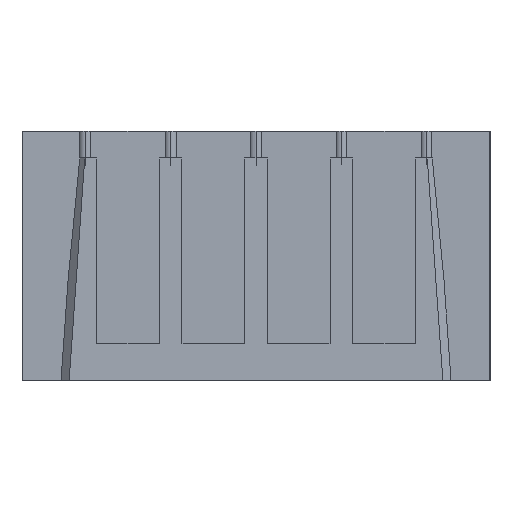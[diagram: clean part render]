
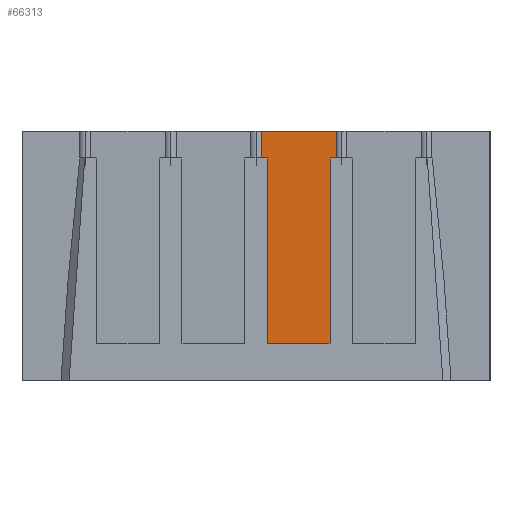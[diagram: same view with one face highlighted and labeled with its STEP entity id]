
A CAD part, left-side view. The second image highlights one B-rep face of the part: STEP entity #66313.
In plain terms, the highlighted planar face has unit normal (-1, 0, 0).
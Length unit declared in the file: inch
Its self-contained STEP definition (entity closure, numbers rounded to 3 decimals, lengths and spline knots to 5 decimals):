
#98 = CARTESIAN_POINT ( 'NONE',  ( -1.4128, -0.8672, -2.8125 ) ) ;
#933 = VERTEX_POINT ( 'NONE', #6978 ) ;
#1307 = CARTESIAN_POINT ( 'NONE',  ( -1.4128, 0., -2.8125 ) ) ;
#6978 = CARTESIAN_POINT ( 'NONE',  ( -1.4128, -0.93756, -0.6406 ) ) ;
#9477 = EDGE_CURVE ( 'NONE', #83538, #24794, #35665, .T. ) ;
#9488 = EDGE_CURVE ( 'NONE', #35074, #83538, #9695, .T. ) ;
#9559 = EDGE_LOOP ( 'NONE', ( #24220, #52776, #43950, #69602, #43522, #10546, #69604, #63879 ) ) ;
#9695 = LINE ( 'NONE', #88728, #33172 ) ;
#10546 = ORIENTED_EDGE ( 'NONE', *, *, #97727, .F. ) ;
#11305 = CARTESIAN_POINT ( 'NONE',  ( -1.4128, 0., -0.6406 ) ) ;
#13333 = CARTESIAN_POINT ( 'NONE',  ( -1.4128, -0.06273, -0.3281 ) ) ;
#13681 = LINE ( 'NONE', #87664, #76708 ) ;
#16127 = CARTESIAN_POINT ( 'NONE',  ( -1.4128, -0.8672, -0.6406 ) ) ;
#16748 = CARTESIAN_POINT ( 'NONE',  ( -1.4128, -0.93756, -0.3281 ) ) ;
#18636 = VERTEX_POINT ( 'NONE', #16748 ) ;
#20178 = LINE ( 'NONE', #59091, #80768 ) ;
#24220 = ORIENTED_EDGE ( 'NONE', *, *, #58444, .F. ) ;
#24794 = VERTEX_POINT ( 'NONE', #98 ) ;
#25154 = DIRECTION ( 'NONE',  ( 0., -1., 0. ) ) ;
#26607 = FACE_OUTER_BOUND ( 'NONE', #9559, .T. ) ;
#27990 = CARTESIAN_POINT ( 'NONE',  ( -1.4128, -0.8672, -2.525 ) ) ;
#32862 = VERTEX_POINT ( 'NONE', #43852 ) ;
#33172 = VECTOR ( 'NONE', #49411, 39.37008 ) ;
#35074 = VERTEX_POINT ( 'NONE', #84756 ) ;
#35106 = DIRECTION ( 'NONE',  ( 0., 1., 0. ) ) ;
#35665 = LINE ( 'NONE', #1307, #51809 ) ;
#35889 = DIRECTION ( 'NONE',  ( 0., 1., 0. ) ) ;
#38062 = DIRECTION ( 'NONE',  ( -1., 0., 0. ) ) ;
#38634 = VECTOR ( 'NONE', #62359, 39.37008 ) ;
#40397 = VERTEX_POINT ( 'NONE', #13333 ) ;
#40857 = LINE ( 'NONE', #27990, #82840 ) ;
#43126 = LINE ( 'NONE', #89825, #82622 ) ;
#43522 = ORIENTED_EDGE ( 'NONE', *, *, #95484, .T. ) ;
#43852 = CARTESIAN_POINT ( 'NONE',  ( -1.4128, -0.06273, -0.6406 ) ) ;
#43950 = ORIENTED_EDGE ( 'NONE', *, *, #89081, .F. ) ;
#45733 = PLANE ( 'NONE',  #81025 ) ;
#49411 = DIRECTION ( 'NONE',  ( 0., 0., -1. ) ) ;
#49838 = LINE ( 'NONE', #11305, #100306 ) ;
#51809 = VECTOR ( 'NONE', #25154, 39.37008 ) ;
#52776 = ORIENTED_EDGE ( 'NONE', *, *, #97304, .F. ) ;
#58112 = DIRECTION ( 'NONE',  ( 0., 0., -1. ) ) ;
#58444 = EDGE_CURVE ( 'NONE', #97463, #24794, #40857, .T. ) ;
#59091 = CARTESIAN_POINT ( 'NONE',  ( -1.4128, 0., -0.6406 ) ) ;
#59689 = LINE ( 'NONE', #78546, #38634 ) ;
#62359 = DIRECTION ( 'NONE',  ( 0., 1., 0. ) ) ;
#63237 = CARTESIAN_POINT ( 'NONE',  ( -1.4128, -0.1328, -2.8125 ) ) ;
#63879 = ORIENTED_EDGE ( 'NONE', *, *, #9477, .T. ) ;
#66313 = ADVANCED_FACE ( 'NONE', ( #26607 ), #45733, .T. ) ;
#69602 = ORIENTED_EDGE ( 'NONE', *, *, #88042, .T. ) ;
#69604 = ORIENTED_EDGE ( 'NONE', *, *, #9488, .T. ) ;
#73932 = DIRECTION ( 'NONE',  ( 0., 0., -1. ) ) ;
#76708 = VECTOR ( 'NONE', #80077, 39.37008 ) ;
#78546 = CARTESIAN_POINT ( 'NONE',  ( -1.4128, 0., -0.3281 ) ) ;
#80077 = DIRECTION ( 'NONE',  ( 0., 0., -1. ) ) ;
#80768 = VECTOR ( 'NONE', #35889, 39.37008 ) ;
#81025 = AXIS2_PLACEMENT_3D ( 'NONE', #85359, #38062, #93290 ) ;
#82622 = VECTOR ( 'NONE', #58112, 39.37008 ) ;
#82840 = VECTOR ( 'NONE', #73932, 39.37008 ) ;
#83538 = VERTEX_POINT ( 'NONE', #63237 ) ;
#84756 = CARTESIAN_POINT ( 'NONE',  ( -1.4128, -0.1328, -0.6406 ) ) ;
#85359 = CARTESIAN_POINT ( 'NONE',  ( -1.4128, 0., -0.3281 ) ) ;
#87664 = CARTESIAN_POINT ( 'NONE',  ( -1.4128, -0.93756, -0.3281 ) ) ;
#88042 = EDGE_CURVE ( 'NONE', #18636, #40397, #59689, .T. ) ;
#88728 = CARTESIAN_POINT ( 'NONE',  ( -1.4128, -0.1328, -2.525 ) ) ;
#89081 = EDGE_CURVE ( 'NONE', #18636, #933, #13681, .T. ) ;
#89825 = CARTESIAN_POINT ( 'NONE',  ( -1.4128, -0.06273, -0.3281 ) ) ;
#93290 = DIRECTION ( 'NONE',  ( 0., 0., 1. ) ) ;
#95484 = EDGE_CURVE ( 'NONE', #40397, #32862, #43126, .T. ) ;
#97304 = EDGE_CURVE ( 'NONE', #933, #97463, #20178, .T. ) ;
#97463 = VERTEX_POINT ( 'NONE', #16127 ) ;
#97727 = EDGE_CURVE ( 'NONE', #35074, #32862, #49838, .T. ) ;
#100306 = VECTOR ( 'NONE', #35106, 39.37008 ) ;
